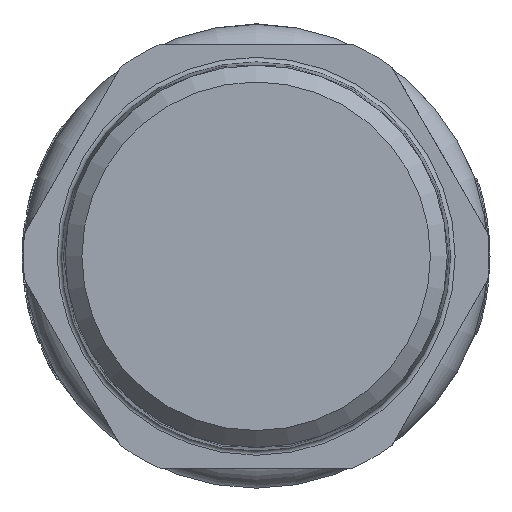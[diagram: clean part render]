
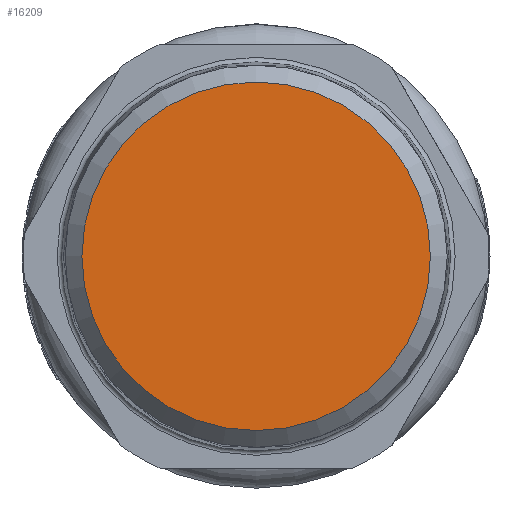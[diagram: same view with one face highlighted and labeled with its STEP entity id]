
A CAD part, left-side view. The second image highlights one B-rep face of the part: STEP entity #16209.
In plain terms, the highlighted planar face has unit normal (-1, 0, 0).
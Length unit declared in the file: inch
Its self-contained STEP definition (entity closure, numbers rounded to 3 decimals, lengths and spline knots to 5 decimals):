
#1657=PLANE('',#17814);
#2504=FACE_OUTER_BOUND('',#3403,.T.);
#3403=EDGE_LOOP('',(#14430,#14431));
#5625=CIRCLE('',#17815,0.744);
#5626=CIRCLE('',#17816,0.744);
#7233=VERTEX_POINT('',#33024);
#7234=VERTEX_POINT('',#33025);
#9645=EDGE_CURVE('',#7233,#7234,#5625,.T.);
#9646=EDGE_CURVE('',#7234,#7233,#5626,.T.);
#14430=ORIENTED_EDGE('',*,*,#9645,.T.);
#14431=ORIENTED_EDGE('',*,*,#9646,.T.);
#16209=ADVANCED_FACE('',(#2504),#1657,.T.);
#17814=AXIS2_PLACEMENT_3D('',#33023,#21664,#21665);
#17815=AXIS2_PLACEMENT_3D('',#33026,#21666,#21667);
#17816=AXIS2_PLACEMENT_3D('',#33027,#21668,#21669);
#21664=DIRECTION('center_axis',(-1.,0.,0.));
#21665=DIRECTION('ref_axis',(0.,1.,0.));
#21666=DIRECTION('center_axis',(-1.,0.,0.));
#21667=DIRECTION('ref_axis',(0.,-1.,0.));
#21668=DIRECTION('center_axis',(-1.,0.,0.));
#21669=DIRECTION('ref_axis',(0.,-1.,0.));
#33023=CARTESIAN_POINT('Origin',(-2.56575,-0.81333,0.));
#33024=CARTESIAN_POINT('',(-2.56575,-0.744,0.));
#33025=CARTESIAN_POINT('',(-2.56575,0.744,0.));
#33026=CARTESIAN_POINT('Origin',(-2.56575,0.,0.));
#33027=CARTESIAN_POINT('Origin',(-2.56575,0.,0.));
